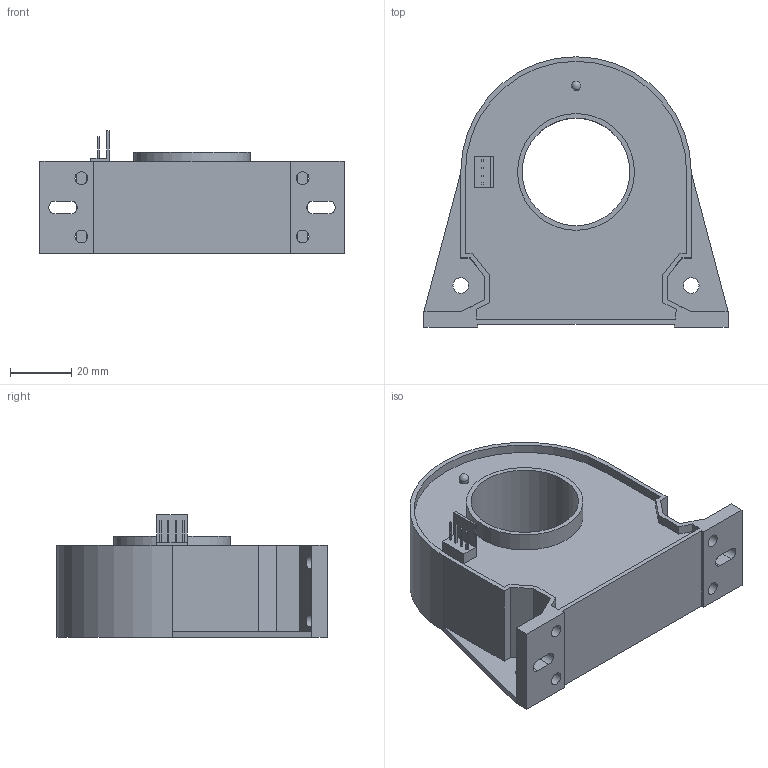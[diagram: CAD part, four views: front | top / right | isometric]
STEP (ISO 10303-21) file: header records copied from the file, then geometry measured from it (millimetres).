
FILE_DESCRIPTION(/* description */ (''),/* implementation_level */ '2;1');
FILE_NAME(/* name */ 'CTI-500.stp',/* time_stamp */ '2021-02-22T14:20:17-08:00',/* author */ ('sheil'),/* organization */ (''),/* preprocessor_version */ 'ST-DEVELOPER v18.1',/* originating_system */ 'Autodesk Inventor 2021',/* authorisation */ '');
FILE_SCHEMA (('AUTOMOTIVE_DESIGN { 1 0 10303 214 3 1 1 }'));
Length unit declared in the file: millimetre
Products named in the file (1): VVZF-500
Bounding box: 99 x 88 x 40 mm (x, y, z)
Volume: 135765.1 mm3; surface area: 27942.3 mm2
Topology: 1 solids, 1 shells, 87 faces, 262 edges, 178 vertices
Faces by surface type: plane 71, cylinder 15, sphere 1
Full cylindrical faces by diameter (mm): 3 x1, 4.2 x4, 5.1 x2, 35 x1, 38 x1
Entity records: 3134 total; most frequent: CARTESIAN_POINT 526, ORIENTED_EDGE 520, DIRECTION 493, EDGE_CURVE 260, LINE 203, VECTOR 203, VERTEX_POINT 178, AXIS2_PLACEMENT_3D 145
